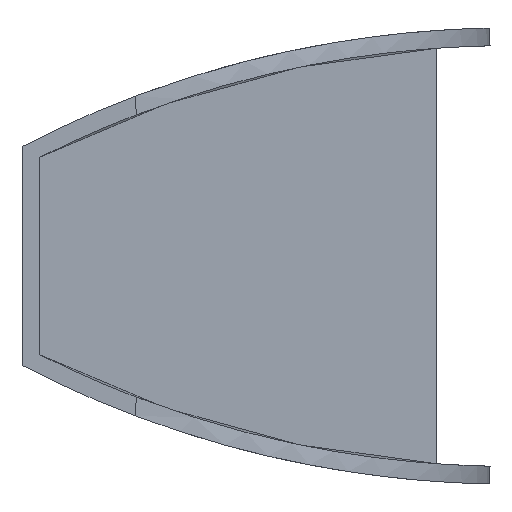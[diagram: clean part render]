
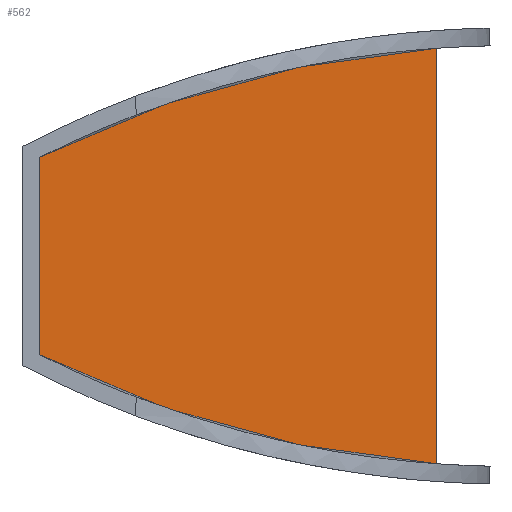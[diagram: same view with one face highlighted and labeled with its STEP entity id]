
A CAD part, left-side view. The second image highlights one B-rep face of the part: STEP entity #562.
In plain terms, the highlighted planar face has unit normal (-1, 0, 0).
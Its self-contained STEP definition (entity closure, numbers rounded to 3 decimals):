
#17 = DIRECTION ( 'NONE',  ( 0., 0., 1. ) ) ;
#42 = DIRECTION ( 'NONE',  ( 0., 0., -1. ) ) ;
#57 = DIRECTION ( 'NONE',  ( 0., 0., -1. ) ) ;
#109 = EDGE_LOOP ( 'NONE', ( #799, #302, #838, #330 ) ) ;
#113 = EDGE_CURVE ( 'NONE', #340, #606, #236, .T. ) ;
#114 = CARTESIAN_POINT ( 'NONE',  ( -101.498, 67., -31.598 ) ) ;
#127 = CARTESIAN_POINT ( 'NONE',  ( -101.498, 70., -31.598 ) ) ;
#154 = FACE_OUTER_BOUND ( 'NONE', #109, .T. ) ;
#185 = VECTOR ( 'NONE', #42, 1000. ) ;
#196 = CARTESIAN_POINT ( 'NONE',  ( -101.498, -12.574, 128.544 ) ) ;
#236 = CIRCLE ( 'NONE', #278, 177.177 ) ;
#264 = CARTESIAN_POINT ( 'NONE',  ( -101.498, -12.574, -154.739 ) ) ;
#266 = DIRECTION ( 'NONE',  ( 0., 0., -1. ) ) ;
#278 = AXIS2_PLACEMENT_3D ( 'NONE', #196, #654, #266 ) ;
#302 = ORIENTED_EDGE ( 'NONE', *, *, #113, .T. ) ;
#328 = DIRECTION ( 'NONE',  ( 0., 0., -1. ) ) ;
#330 = ORIENTED_EDGE ( 'NONE', *, *, #567, .T. ) ;
#340 = VERTEX_POINT ( 'NONE', #746 ) ;
#348 = AXIS2_PLACEMENT_3D ( 'NONE', #264, #718, #328 ) ;
#383 = CARTESIAN_POINT ( 'NONE',  ( -101.498, 0., 21.991 ) ) ;
#395 = AXIS2_PLACEMENT_3D ( 'NONE', #127, #462, #57 ) ;
#462 = DIRECTION ( 'NONE',  ( 1., 0., 0. ) ) ;
#475 = VERTEX_POINT ( 'NONE', #383 ) ;
#479 = CIRCLE ( 'NONE', #348, 177.177 ) ;
#548 = CARTESIAN_POINT ( 'NONE',  ( -101.498, 0., -31.598 ) ) ;
#557 = LINE ( 'NONE', #114, #185 ) ;
#562 = ADVANCED_FACE ( 'NONE', ( #154 ), #710, .F. ) ;
#567 = EDGE_CURVE ( 'NONE', #475, #715, #479, .T. ) ;
#606 = VERTEX_POINT ( 'NONE', #853 ) ;
#607 = VECTOR ( 'NONE', #17, 1000. ) ;
#654 = DIRECTION ( 'NONE',  ( -1., 0., 0. ) ) ;
#696 = EDGE_CURVE ( 'NONE', #606, #475, #766, .T. ) ;
#710 = PLANE ( 'NONE',  #395 ) ;
#715 = VERTEX_POINT ( 'NONE', #741 ) ;
#718 = DIRECTION ( 'NONE',  ( -1., 0., 0. ) ) ;
#741 = CARTESIAN_POINT ( 'NONE',  ( -101.498, 67., 3.563 ) ) ;
#746 = CARTESIAN_POINT ( 'NONE',  ( -101.498, 67., -29.759 ) ) ;
#766 = LINE ( 'NONE', #548, #607 ) ;
#799 = ORIENTED_EDGE ( 'NONE', *, *, #831, .T. ) ;
#831 = EDGE_CURVE ( 'NONE', #715, #340, #557, .T. ) ;
#838 = ORIENTED_EDGE ( 'NONE', *, *, #696, .T. ) ;
#853 = CARTESIAN_POINT ( 'NONE',  ( -101.498, 0., -48.186 ) ) ;
